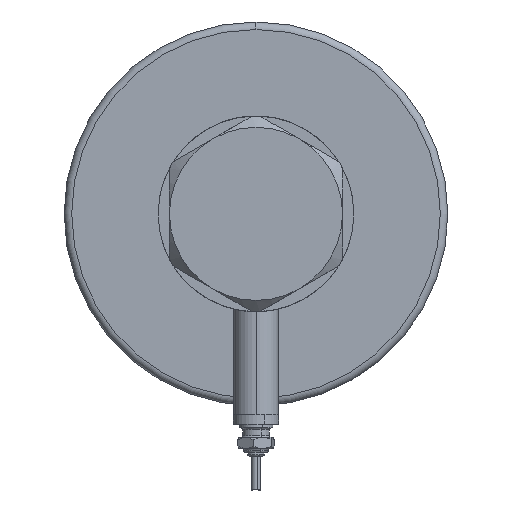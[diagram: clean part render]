
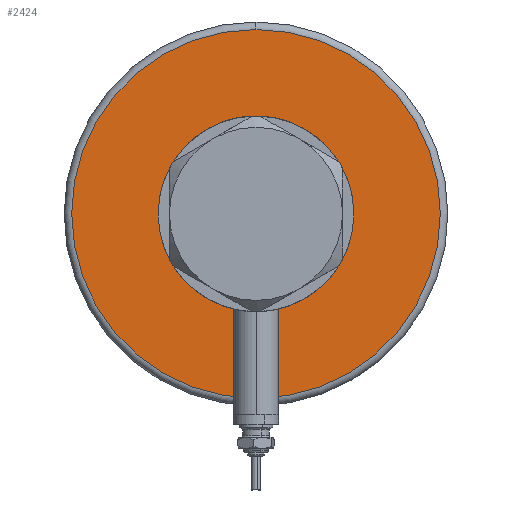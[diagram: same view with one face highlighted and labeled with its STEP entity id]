
A CAD part, left-side view. The second image highlights one B-rep face of the part: STEP entity #2424.
In plain terms, the highlighted face is planar.
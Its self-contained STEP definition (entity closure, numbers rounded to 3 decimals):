
#213 = VERTEX_POINT ( 'NONE', #5723 ) ;
#344 = CIRCLE ( 'NONE', #4440, 49. ) ;
#419 = CARTESIAN_POINT ( 'NONE',  ( -49., 0., 0. ) ) ;
#432 = DIRECTION ( 'NONE',  ( 1., 0., 0. ) ) ;
#569 = PLANE ( 'NONE',  #1430 ) ;
#908 = CARTESIAN_POINT ( 'NONE',  ( -20., 0., 0. ) ) ;
#1253 = CARTESIAN_POINT ( 'NONE',  ( 0., 0., 0. ) ) ;
#1380 = DIRECTION ( 'NONE',  ( 0., 0., -1. ) ) ;
#1430 = AXIS2_PLACEMENT_3D ( 'NONE', #6193, #4190, #432 ) ;
#1466 = CIRCLE ( 'NONE', #5245, 20. ) ;
#1732 = DIRECTION ( 'NONE',  ( 0., 0., -1. ) ) ;
#1812 = ORIENTED_EDGE ( 'NONE', *, *, #2520, .T. ) ;
#1837 = CARTESIAN_POINT ( 'NONE',  ( 0., 0., 0. ) ) ;
#1897 = EDGE_CURVE ( 'NONE', #5561, #213, #2763, .T. ) ;
#1972 = AXIS2_PLACEMENT_3D ( 'NONE', #1837, #2883, #4972 ) ;
#2054 = ORIENTED_EDGE ( 'NONE', *, *, #5938, .T. ) ;
#2402 = CIRCLE ( 'NONE', #1972, 20. ) ;
#2424 = ADVANCED_FACE ( 'NONE', ( #5210, #6674 ), #569, .F. ) ;
#2520 = EDGE_CURVE ( 'NONE', #213, #5561, #344, .T. ) ;
#2548 = DIRECTION ( 'NONE',  ( 0., 0., 1. ) ) ;
#2650 = EDGE_CURVE ( 'NONE', #5605, #6238, #2402, .T. ) ;
#2763 = CIRCLE ( 'NONE', #3623, 49. ) ;
#2883 = DIRECTION ( 'NONE',  ( 0., 0., 1. ) ) ;
#3368 = DIRECTION ( 'NONE',  ( 1., 0., 0. ) ) ;
#3442 = DIRECTION ( 'NONE',  ( 1., 0., 0. ) ) ;
#3493 = EDGE_LOOP ( 'NONE', ( #1812, #5196 ) ) ;
#3555 = CARTESIAN_POINT ( 'NONE',  ( 0., 0., 0. ) ) ;
#3623 = AXIS2_PLACEMENT_3D ( 'NONE', #6019, #1380, #3442 ) ;
#4190 = DIRECTION ( 'NONE',  ( 0., 0., 1. ) ) ;
#4425 = ORIENTED_EDGE ( 'NONE', *, *, #2650, .T. ) ;
#4440 = AXIS2_PLACEMENT_3D ( 'NONE', #1253, #1732, #5891 ) ;
#4442 = EDGE_LOOP ( 'NONE', ( #4425, #2054 ) ) ;
#4484 = CARTESIAN_POINT ( 'NONE',  ( 20., 0., 0. ) ) ;
#4972 = DIRECTION ( 'NONE',  ( 1., 0., 0. ) ) ;
#5196 = ORIENTED_EDGE ( 'NONE', *, *, #1897, .T. ) ;
#5210 = FACE_OUTER_BOUND ( 'NONE', #3493, .T. ) ;
#5245 = AXIS2_PLACEMENT_3D ( 'NONE', #3555, #2548, #3368 ) ;
#5561 = VERTEX_POINT ( 'NONE', #419 ) ;
#5605 = VERTEX_POINT ( 'NONE', #4484 ) ;
#5723 = CARTESIAN_POINT ( 'NONE',  ( 49., 0., 0. ) ) ;
#5891 = DIRECTION ( 'NONE',  ( 1., 0., 0. ) ) ;
#5938 = EDGE_CURVE ( 'NONE', #6238, #5605, #1466, .T. ) ;
#6019 = CARTESIAN_POINT ( 'NONE',  ( 0., 0., 0. ) ) ;
#6193 = CARTESIAN_POINT ( 'NONE',  ( 0., 0., 0. ) ) ;
#6238 = VERTEX_POINT ( 'NONE', #908 ) ;
#6674 = FACE_BOUND ( 'NONE', #4442, .T. ) ;
